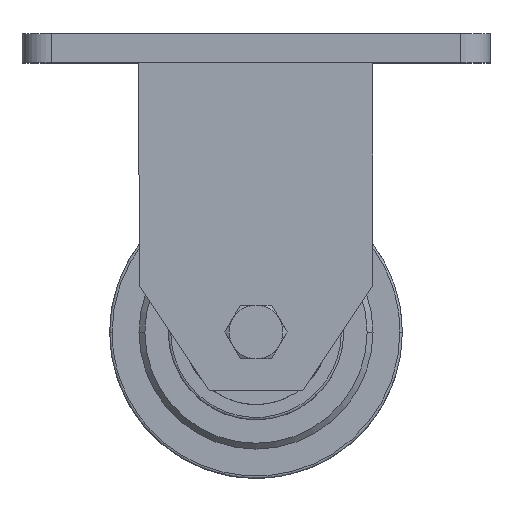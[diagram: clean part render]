
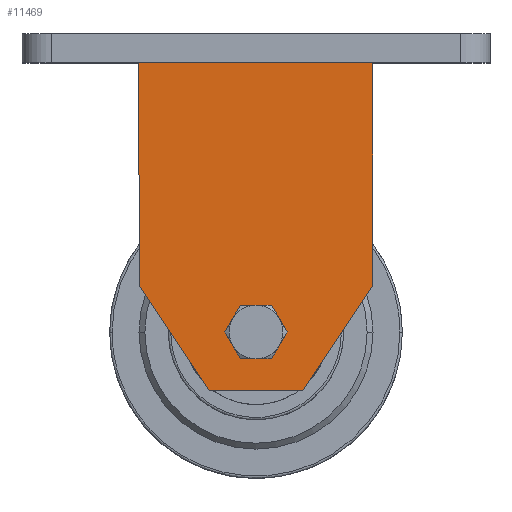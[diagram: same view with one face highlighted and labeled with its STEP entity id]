
A CAD part, top view. The second image highlights one B-rep face of the part: STEP entity #11469.
In plain terms, the highlighted planar face has unit normal (0, 0, 1).
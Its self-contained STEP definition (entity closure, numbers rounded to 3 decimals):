
#206 = CARTESIAN_POINT ( 'NONE',  ( 100., -25., 96. ) ) ;
#280 = VERTEX_POINT ( 'NONE', #4010 ) ;
#858 = VECTOR ( 'NONE', #1996, 1000. ) ;
#909 = AXIS2_PLACEMENT_3D ( 'NONE', #10065, #9022, #9148 ) ;
#931 = LINE ( 'NONE', #9449, #4137 ) ;
#1024 = VERTEX_POINT ( 'NONE', #7940 ) ;
#1511 = EDGE_CURVE ( 'NONE', #9683, #10523, #6487, .T. ) ;
#1822 = ORIENTED_EDGE ( 'NONE', *, *, #7451, .T. ) ;
#1825 = VERTEX_POINT ( 'NONE', #206 ) ;
#1906 = VECTOR ( 'NONE', #11775, 1000. ) ;
#1996 = DIRECTION ( 'NONE',  ( 1., 0., 0. ) ) ;
#2066 = EDGE_CURVE ( 'NONE', #1024, #9440, #4439, .T. ) ;
#2116 = VERTEX_POINT ( 'NONE', #11789 ) ;
#2357 = CARTESIAN_POINT ( 'NONE',  ( 100., -215., 96. ) ) ;
#2450 = DIRECTION ( 'NONE',  ( 0., 0., 1. ) ) ;
#2482 = LINE ( 'NONE', #3311, #1906 ) ;
#2523 = PLANE ( 'NONE',  #909 ) ;
#2791 = ORIENTED_EDGE ( 'NONE', *, *, #11688, .T. ) ;
#2974 = EDGE_LOOP ( 'NONE', ( #6781, #4257, #2791, #1822, #9815, #6121 ) ) ;
#2975 = CARTESIAN_POINT ( 'NONE',  ( -40., -305., 96. ) ) ;
#2980 = ORIENTED_EDGE ( 'NONE', *, *, #10988, .F. ) ;
#3311 = CARTESIAN_POINT ( 'NONE',  ( 100., -25., 96. ) ) ;
#3325 = FACE_OUTER_BOUND ( 'NONE', #2974, .T. ) ;
#3347 = DIRECTION ( 'NONE',  ( 0., 1., 0. ) ) ;
#3627 = CIRCLE ( 'NONE', #7910, 15.5 ) ;
#4010 = CARTESIAN_POINT ( 'NONE',  ( 100., -215., 96. ) ) ;
#4137 = VECTOR ( 'NONE', #8609, 1000. ) ;
#4220 = LINE ( 'NONE', #2975, #858 ) ;
#4257 = ORIENTED_EDGE ( 'NONE', *, *, #8347, .T. ) ;
#4439 = CIRCLE ( 'NONE', #4858, 15.5 ) ;
#4479 = DIRECTION ( 'NONE',  ( 0.555, -0.832, 0. ) ) ;
#4604 = VERTEX_POINT ( 'NONE', #11527 ) ;
#4858 = AXIS2_PLACEMENT_3D ( 'NONE', #11750, #2450, #11707 ) ;
#5238 = CARTESIAN_POINT ( 'NONE',  ( -100., -215., 96. ) ) ;
#5285 = ORIENTED_EDGE ( 'NONE', *, *, #2066, .F. ) ;
#5977 = VECTOR ( 'NONE', #3347, 1000. ) ;
#6121 = ORIENTED_EDGE ( 'NONE', *, *, #6352, .T. ) ;
#6158 = EDGE_LOOP ( 'NONE', ( #2980, #5285 ) ) ;
#6261 = DIRECTION ( 'NONE',  ( 1., 0., 0. ) ) ;
#6340 = VECTOR ( 'NONE', #4479, 1000. ) ;
#6352 = EDGE_CURVE ( 'NONE', #2116, #9683, #931, .T. ) ;
#6487 = LINE ( 'NONE', #5238, #6340 ) ;
#6651 = FACE_BOUND ( 'NONE', #6158, .T. ) ;
#6696 = CARTESIAN_POINT ( 'NONE',  ( 40., -305., 96. ) ) ;
#6781 = ORIENTED_EDGE ( 'NONE', *, *, #1511, .T. ) ;
#7451 = EDGE_CURVE ( 'NONE', #280, #1825, #9487, .T. ) ;
#7682 = CARTESIAN_POINT ( 'NONE',  ( -15.5, -255., 96. ) ) ;
#7819 = LINE ( 'NONE', #6696, #11340 ) ;
#7910 = AXIS2_PLACEMENT_3D ( 'NONE', #9952, #9875, #6261 ) ;
#7915 = EDGE_CURVE ( 'NONE', #1825, #2116, #2482, .T. ) ;
#7940 = CARTESIAN_POINT ( 'NONE',  ( 15.5, -255., 96. ) ) ;
#8347 = EDGE_CURVE ( 'NONE', #10523, #4604, #4220, .T. ) ;
#8450 = DIRECTION ( 'NONE',  ( 0.555, 0.832, 0. ) ) ;
#8609 = DIRECTION ( 'NONE',  ( 0., -1., 0. ) ) ;
#9022 = DIRECTION ( 'NONE',  ( 0., 0., 1. ) ) ;
#9148 = DIRECTION ( 'NONE',  ( 1., 0., 0. ) ) ;
#9440 = VERTEX_POINT ( 'NONE', #7682 ) ;
#9449 = CARTESIAN_POINT ( 'NONE',  ( -100., -25., 96. ) ) ;
#9487 = LINE ( 'NONE', #2357, #5977 ) ;
#9683 = VERTEX_POINT ( 'NONE', #10513 ) ;
#9815 = ORIENTED_EDGE ( 'NONE', *, *, #7915, .T. ) ;
#9875 = DIRECTION ( 'NONE',  ( 0., 0., 1. ) ) ;
#9952 = CARTESIAN_POINT ( 'NONE',  ( 0., -255., 96. ) ) ;
#10065 = CARTESIAN_POINT ( 'NONE',  ( 0., -365., 96. ) ) ;
#10513 = CARTESIAN_POINT ( 'NONE',  ( -100., -215., 96. ) ) ;
#10523 = VERTEX_POINT ( 'NONE', #10653 ) ;
#10653 = CARTESIAN_POINT ( 'NONE',  ( -40., -305., 96. ) ) ;
#10988 = EDGE_CURVE ( 'NONE', #9440, #1024, #3627, .T. ) ;
#11340 = VECTOR ( 'NONE', #8450, 1000. ) ;
#11469 = ADVANCED_FACE ( 'NONE', ( #3325, #6651 ), #2523, .T. ) ;
#11527 = CARTESIAN_POINT ( 'NONE',  ( 40., -305., 96. ) ) ;
#11688 = EDGE_CURVE ( 'NONE', #4604, #280, #7819, .T. ) ;
#11707 = DIRECTION ( 'NONE',  ( 1., 0., 0. ) ) ;
#11750 = CARTESIAN_POINT ( 'NONE',  ( 0., -255., 96. ) ) ;
#11775 = DIRECTION ( 'NONE',  ( -1., 0., 0. ) ) ;
#11789 = CARTESIAN_POINT ( 'NONE',  ( -100., -25., 96. ) ) ;
